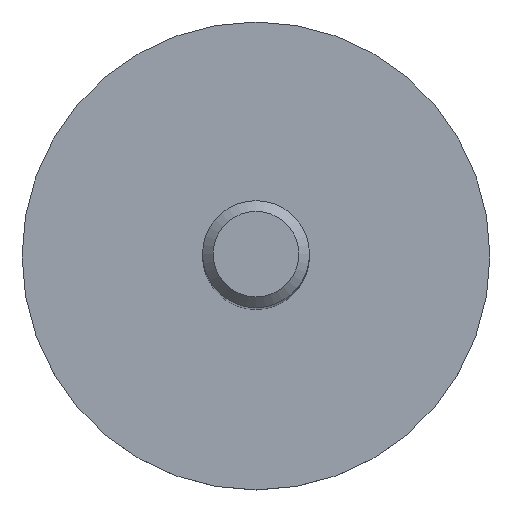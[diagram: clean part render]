
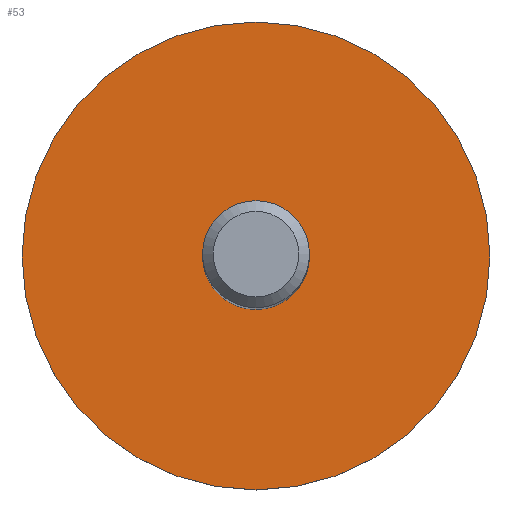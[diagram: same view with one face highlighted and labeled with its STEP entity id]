
A CAD part, top view. The second image highlights one B-rep face of the part: STEP entity #53.
In plain terms, the highlighted planar face has unit normal (0, 0, 1).
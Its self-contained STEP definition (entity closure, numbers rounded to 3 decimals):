
#1 = ORIENTED_EDGE ( 'NONE', *, *, #72, .F. ) ;
#8 = VERTEX_POINT ( 'NONE', #93 ) ;
#46 = AXIS2_PLACEMENT_3D ( 'NONE', #120, #118, #167 ) ;
#49 = DIRECTION ( 'NONE',  ( 0., 1., 0. ) ) ;
#53 = ADVANCED_FACE ( 'NONE', ( #164 ), #152, .F. ) ;
#72 = EDGE_CURVE ( 'NONE', #8, #8, #107, .T. ) ;
#93 = CARTESIAN_POINT ( 'NONE',  ( 0., 17.5, 2. ) ) ;
#107 = CIRCLE ( 'NONE', #46, 17.5 ) ;
#118 = DIRECTION ( 'NONE',  ( 0., 0., -1. ) ) ;
#119 = AXIS2_PLACEMENT_3D ( 'NONE', #181, #183, #49 ) ;
#120 = CARTESIAN_POINT ( 'NONE',  ( 0., 0., 2. ) ) ;
#149 = EDGE_LOOP ( 'NONE', ( #1 ) ) ;
#152 = PLANE ( 'NONE',  #119 ) ;
#164 = FACE_OUTER_BOUND ( 'NONE', #149, .T. ) ;
#167 = DIRECTION ( 'NONE',  ( 0., 1., 0. ) ) ;
#181 = CARTESIAN_POINT ( 'NONE',  ( 0., 0., 2. ) ) ;
#183 = DIRECTION ( 'NONE',  ( 0., 0., -1. ) ) ;
